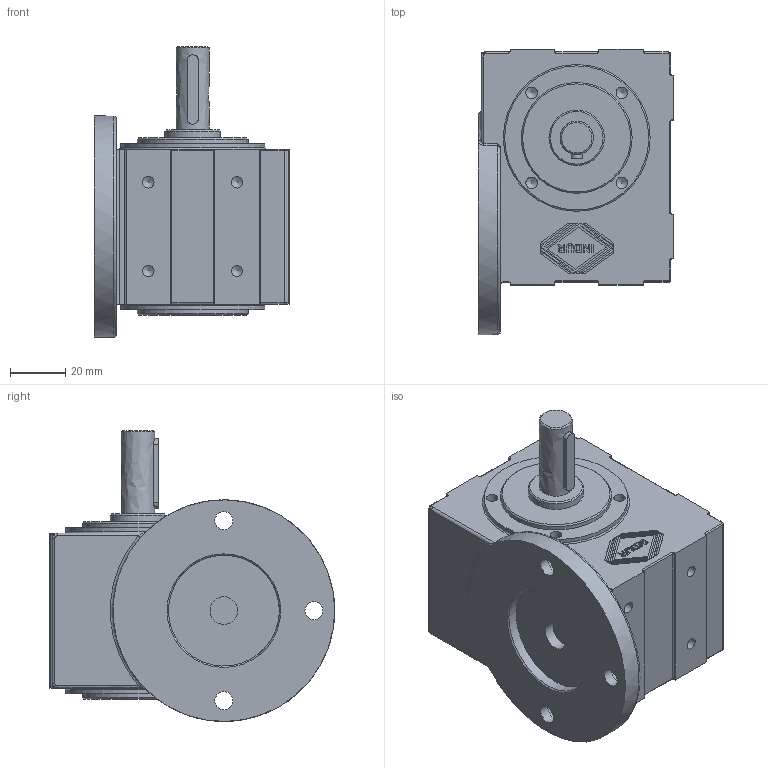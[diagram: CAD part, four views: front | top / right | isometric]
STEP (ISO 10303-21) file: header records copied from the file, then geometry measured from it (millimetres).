
FILE_DESCRIPTION((''),'2;1');
FILE_NAME('A31_B142_M1.ipt.stp','2010-03-02T08:42:35',('INDUR'),(''),'Autodesk Inventor 2010','Autodesk Inventor 2010','');
FILE_SCHEMA(('CONFIG_CONTROL_DESIGN'));
Length unit declared in the file: millimetre
Products named in the file (1): A31_B142_M1
Bounding box: 70.5 x 103 x 105 mm (x, y, z)
Volume: 348838.8 mm3; surface area: 39793.9 mm2
Topology: 1 solids, 1 shells, 468 faces, 1250 edges, 811 vertices
Faces by surface type: bspline 204, plane 198, cylinder 54, cone 12
Full cylindrical faces by diameter (mm): 4.134 x12, 6.5 x3, 11 x3
Entity records: 18190 total; most frequent: CARTESIAN_POINT 7218, ORIENTED_EDGE 2310, DIRECTION 1812, EDGE_CURVE 1155, VERTEX_POINT 778, VECTOR 740, LINE 740, EDGE_LOOP 563
